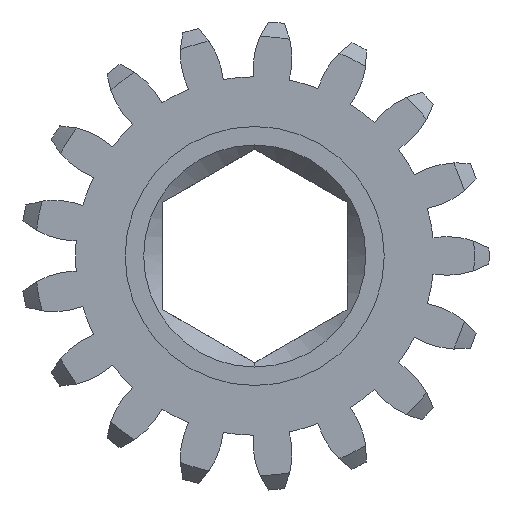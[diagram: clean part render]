
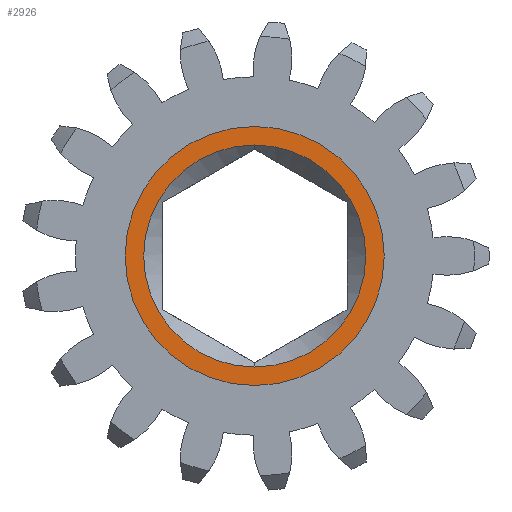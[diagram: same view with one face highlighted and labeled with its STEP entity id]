
A CAD part, left-side view. The second image highlights one B-rep face of the part: STEP entity #2926.
In plain terms, the highlighted planar face has unit normal (-1, 0, 0).
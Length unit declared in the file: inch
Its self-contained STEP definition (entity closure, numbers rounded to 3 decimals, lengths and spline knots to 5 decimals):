
#54 = VERTEX_POINT ( 'NONE', #1420 ) ;
#55 = CIRCLE ( 'NONE', #1613, 0.2625 ) ;
#78 = PLANE ( 'NONE',  #2113 ) ;
#154 = ORIENTED_EDGE ( 'NONE', *, *, #3214, .F. ) ;
#224 = DIRECTION ( 'NONE',  ( -1., 0., 0. ) ) ;
#261 = CIRCLE ( 'NONE', #3029, 0.2625 ) ;
#265 = ORIENTED_EDGE ( 'NONE', *, *, #3227, .F. ) ;
#491 = CIRCLE ( 'NONE', #3120, 0.225 ) ;
#625 = CARTESIAN_POINT ( 'NONE',  ( 0., 0., 0. ) ) ;
#912 = DIRECTION ( 'NONE',  ( 0., 0., 1. ) ) ;
#1401 = EDGE_LOOP ( 'NONE', ( #265, #154 ) ) ;
#1420 = CARTESIAN_POINT ( 'NONE',  ( 0., 0., 0.225 ) ) ;
#1426 = DIRECTION ( 'NONE',  ( 1., 0., 0. ) ) ;
#1448 = DIRECTION ( 'NONE',  ( 0., 0., -1. ) ) ;
#1471 = CARTESIAN_POINT ( 'NONE',  ( 0., 0., 0. ) ) ;
#1488 = EDGE_LOOP ( 'NONE', ( #2575, #1976 ) ) ;
#1613 = AXIS2_PLACEMENT_3D ( 'NONE', #1471, #1671, #1448 ) ;
#1671 = DIRECTION ( 'NONE',  ( 1., 0., 0. ) ) ;
#1698 = CARTESIAN_POINT ( 'NONE',  ( 0., 0., -0.225 ) ) ;
#1773 = FACE_OUTER_BOUND ( 'NONE', #1401, .T. ) ;
#1976 = ORIENTED_EDGE ( 'NONE', *, *, #3103, .F. ) ;
#2046 = CIRCLE ( 'NONE', #3541, 0.225 ) ;
#2104 = FACE_BOUND ( 'NONE', #1488, .T. ) ;
#2113 = AXIS2_PLACEMENT_3D ( 'NONE', #2790, #4150, #2699 ) ;
#2160 = CARTESIAN_POINT ( 'NONE',  ( 0., 0., 0. ) ) ;
#2575 = ORIENTED_EDGE ( 'NONE', *, *, #4386, .F. ) ;
#2647 = DIRECTION ( 'NONE',  ( -1., 0., 0. ) ) ;
#2672 = DIRECTION ( 'NONE',  ( 0., 0., 1. ) ) ;
#2699 = DIRECTION ( 'NONE',  ( 0., 0., -1. ) ) ;
#2766 = VERTEX_POINT ( 'NONE', #3694 ) ;
#2790 = CARTESIAN_POINT ( 'NONE',  ( 0., 0., 0. ) ) ;
#2926 = ADVANCED_FACE ( 'NONE', ( #2104, #1773 ), #78, .F. ) ;
#3029 = AXIS2_PLACEMENT_3D ( 'NONE', #2160, #1426, #3386 ) ;
#3040 = CARTESIAN_POINT ( 'NONE',  ( 0., 0., 0.2625 ) ) ;
#3103 = EDGE_CURVE ( 'NONE', #3204, #54, #2046, .T. ) ;
#3120 = AXIS2_PLACEMENT_3D ( 'NONE', #625, #2647, #2672 ) ;
#3204 = VERTEX_POINT ( 'NONE', #1698 ) ;
#3214 = EDGE_CURVE ( 'NONE', #2766, #3467, #261, .T. ) ;
#3227 = EDGE_CURVE ( 'NONE', #3467, #2766, #55, .T. ) ;
#3386 = DIRECTION ( 'NONE',  ( 0., 0., -1. ) ) ;
#3467 = VERTEX_POINT ( 'NONE', #3040 ) ;
#3541 = AXIS2_PLACEMENT_3D ( 'NONE', #4317, #224, #912 ) ;
#3694 = CARTESIAN_POINT ( 'NONE',  ( 0., 0., -0.2625 ) ) ;
#4150 = DIRECTION ( 'NONE',  ( 1., 0., 0. ) ) ;
#4317 = CARTESIAN_POINT ( 'NONE',  ( 0., 0., 0. ) ) ;
#4386 = EDGE_CURVE ( 'NONE', #54, #3204, #491, .T. ) ;
